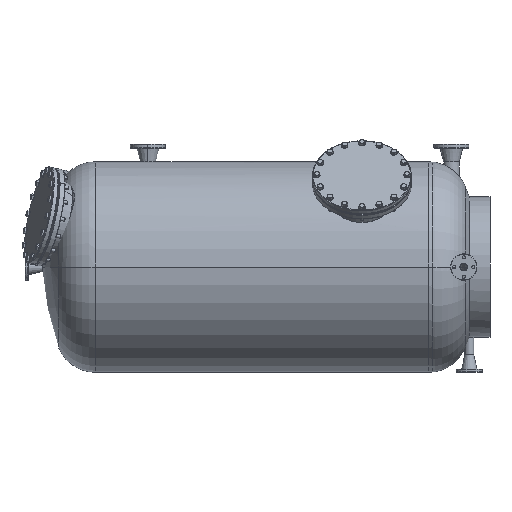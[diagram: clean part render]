
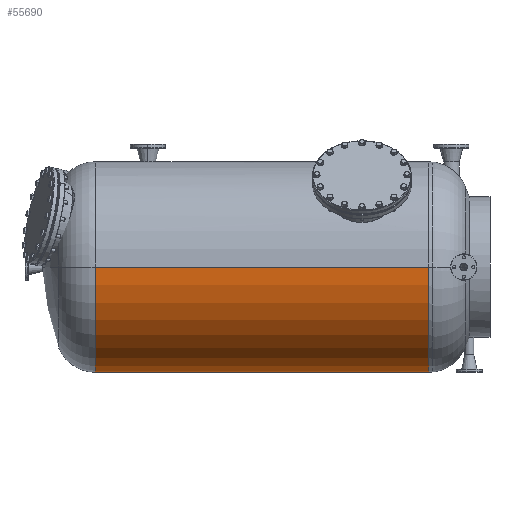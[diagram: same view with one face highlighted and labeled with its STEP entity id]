
A CAD part, left-side view. The second image highlights one B-rep face of the part: STEP entity #55690.
In plain terms, the highlighted cylindrical face has radius 600 mm (diameter 1200 mm), a partial arc.
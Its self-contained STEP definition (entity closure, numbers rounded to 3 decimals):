
#3112 = LINE ( 'NONE', #49338, #16506 ) ;
#3648 = EDGE_CURVE ( 'NONE', #55800, #36521, #12202, .T. ) ;
#4786 = CARTESIAN_POINT ( 'NONE',  ( -96.222, -868.046, 29.066 ) ) ;
#4994 = CIRCLE ( 'NONE', #40746, 600. ) ;
#9239 = CARTESIAN_POINT ( 'NONE',  ( -96.222, 1331.954, 29.066 ) ) ;
#11870 = EDGE_LOOP ( 'NONE', ( #25926, #17773, #52451, #50510 ) ) ;
#12202 = LINE ( 'NONE', #54540, #32837 ) ;
#12223 = FACE_OUTER_BOUND ( 'NONE', #11870, .T. ) ;
#14458 = CIRCLE ( 'NONE', #58872, 600. ) ;
#15118 = CARTESIAN_POINT ( 'NONE',  ( -696.222, -868.046, 29.066 ) ) ;
#16168 = EDGE_CURVE ( 'NONE', #40712, #55800, #4994, .T. ) ;
#16506 = VECTOR ( 'NONE', #26400, 1000. ) ;
#17773 = ORIENTED_EDGE ( 'NONE', *, *, #16168, .T. ) ;
#17909 = EDGE_CURVE ( 'NONE', #40712, #55031, #3112, .T. ) ;
#20502 = CARTESIAN_POINT ( 'NONE',  ( -696.222, 1031.954, 29.066 ) ) ;
#25926 = ORIENTED_EDGE ( 'NONE', *, *, #17909, .F. ) ;
#26400 = DIRECTION ( 'NONE',  ( 0., 1., 0. ) ) ;
#26438 = DIRECTION ( 'NONE',  ( 0., 1., 0. ) ) ;
#28010 = DIRECTION ( 'NONE',  ( 0., 1., 0. ) ) ;
#28506 = AXIS2_PLACEMENT_3D ( 'NONE', #9239, #59418, #36404 ) ;
#30688 = CYLINDRICAL_SURFACE ( 'NONE', #28506, 600. ) ;
#32335 = DIRECTION ( 'NONE',  ( -1., 0., 0. ) ) ;
#32837 = VECTOR ( 'NONE', #26438, 1000. ) ;
#36404 = DIRECTION ( 'NONE',  ( -1., 0., 0. ) ) ;
#36521 = VERTEX_POINT ( 'NONE', #20502 ) ;
#38257 = CARTESIAN_POINT ( 'NONE',  ( -96.222, 1031.954, 29.066 ) ) ;
#40712 = VERTEX_POINT ( 'NONE', #43815 ) ;
#40746 = AXIS2_PLACEMENT_3D ( 'NONE', #4786, #42594, #32335 ) ;
#42594 = DIRECTION ( 'NONE',  ( 0., 1., 0. ) ) ;
#43815 = CARTESIAN_POINT ( 'NONE',  ( 503.778, -868.046, 29.066 ) ) ;
#46766 = DIRECTION ( 'NONE',  ( -1., 0., 0. ) ) ;
#48956 = EDGE_CURVE ( 'NONE', #55031, #36521, #14458, .T. ) ;
#49338 = CARTESIAN_POINT ( 'NONE',  ( 503.778, 1331.954, 29.066 ) ) ;
#50510 = ORIENTED_EDGE ( 'NONE', *, *, #48956, .F. ) ;
#51724 = CARTESIAN_POINT ( 'NONE',  ( 503.778, 1031.954, 29.066 ) ) ;
#52451 = ORIENTED_EDGE ( 'NONE', *, *, #3648, .T. ) ;
#54540 = CARTESIAN_POINT ( 'NONE',  ( -696.222, 1331.954, 29.066 ) ) ;
#55031 = VERTEX_POINT ( 'NONE', #51724 ) ;
#55690 = ADVANCED_FACE ( 'NONE', ( #12223 ), #30688, .T. ) ;
#55800 = VERTEX_POINT ( 'NONE', #15118 ) ;
#58872 = AXIS2_PLACEMENT_3D ( 'NONE', #38257, #28010, #46766 ) ;
#59418 = DIRECTION ( 'NONE',  ( 0., 1., 0. ) ) ;
